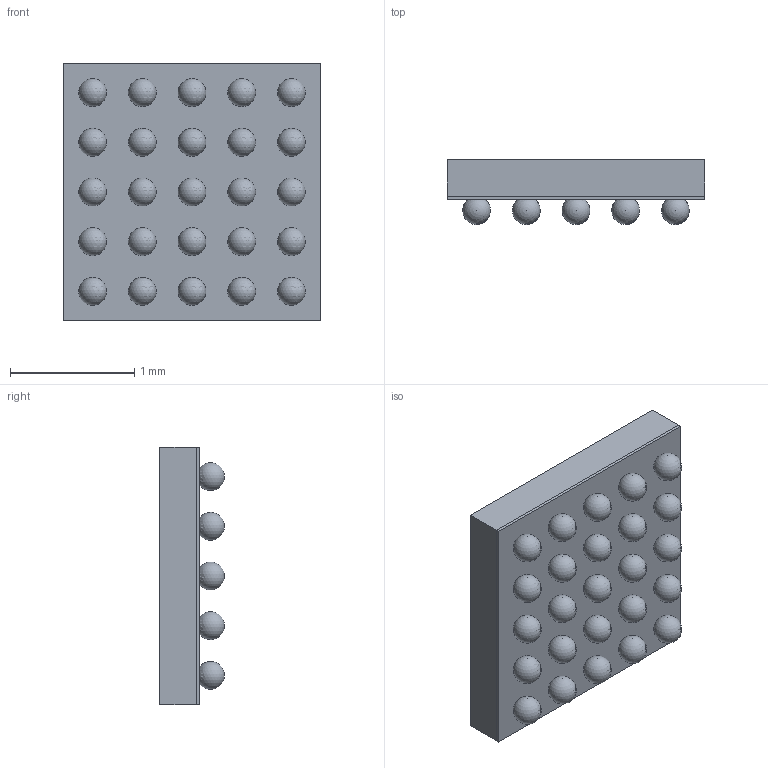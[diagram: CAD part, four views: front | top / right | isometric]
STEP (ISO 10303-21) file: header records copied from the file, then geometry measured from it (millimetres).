
FILE_DESCRIPTION (( 'STEP AP214' ), '1' );
FILE_NAME ('NPM1100-CAAA-R7.STEP', '2021-09-19T05:37:26', ( '' ), ( '' ), 'SwSTEP 2.0', 'SolidWorks 2017', '' );
FILE_SCHEMA (( 'AUTOMOTIVE_DESIGN' ));
Length unit declared in the file: millimetre
Products named in the file (1): NPM1100-CAAA-R7
Bounding box: 2.08 x 0.52 x 2.08 mm (x, y, z)
Volume: 1.5 mm3; surface area: 23.9 mm2
Topology: 28 solids, 28 shells, 67 faces, 130 edges, 95 vertices
Faces by surface type: plane 40, sphere 25, cylinder 2
Full cylindrical faces by diameter (mm): 0.141 x2
Entity records: 1425 total; most frequent: DIRECTION 218, CARTESIAN_POINT 166, ORIENTED_EDGE 106, AXIS2_PLACEMENT_3D 97, EDGE_LOOP 70, FACE_OUTER_BOUND 69, ADVANCED_FACE 67, EDGE_CURVE 53
